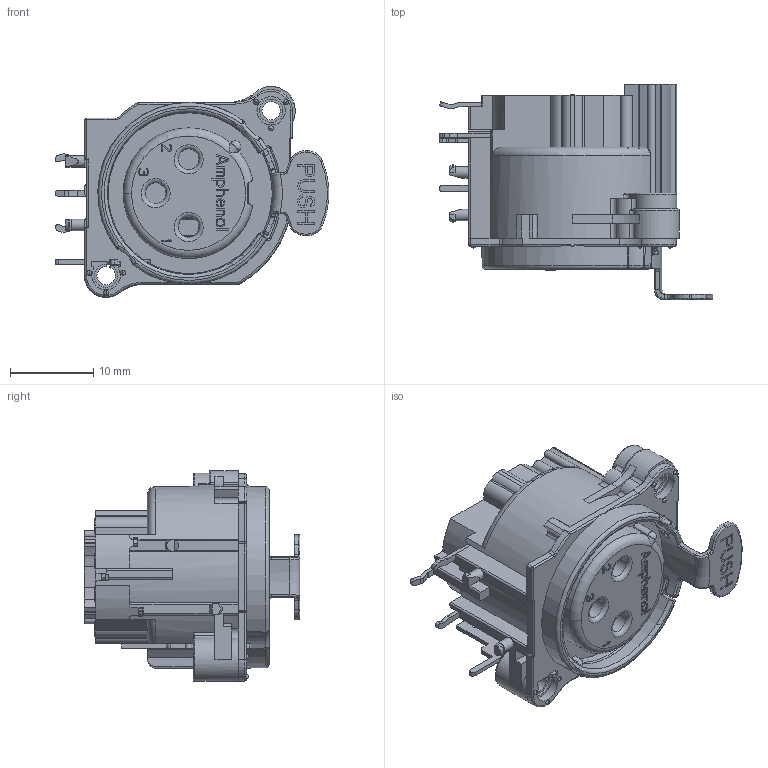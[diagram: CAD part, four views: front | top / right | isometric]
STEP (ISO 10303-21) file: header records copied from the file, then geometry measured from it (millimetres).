
FILE_DESCRIPTION(/* description */ (''),/* implementation_level */ '2;1');
FILE_NAME(/* name */ 'AC3FBH2-AU-PRE Rev 2.stp',/* time_stamp */ '2025-07-17T19:16:17+10:00',/* author */ ('minh'),/* organization */ (''),/* preprocessor_version */ 'ST-DEVELOPER v19.2',/* originating_system */ 'Autodesk Inventor 2023',/* authorisation */ '');
FILE_SCHEMA (('AUTOMOTIVE_DESIGN { 1 0 10303 214 3 1 1 }'));
Length unit declared in the file: inch
Products named in the file (1): AC3FBH2-AU-PRE simplified
Bounding box: 32.82 x 25.9 x 25.3 mm (x, y, z)
Volume: 7306.6 mm3; surface area: 4380.7 mm2
Topology: 1 solids, 5 shells, 1237 faces, 3432 edges, 2239 vertices
Faces by surface type: plane 867, cylinder 258, torus 55, bspline 34, sphere 12, cone 11
Full cylindrical faces by diameter (mm): 1.15 x2, 1.2 x1, 1.4 x3, 2.2 x1, 2.5 x3, 2.8 x2, 3.4 x1
Entity records: 43389 total; most frequent: CARTESIAN_POINT 10100, ORIENTED_EDGE 6864, DIRECTION 6511, EDGE_CURVE 3432, LINE 2469, VECTOR 2469, VERTEX_POINT 2239, AXIS2_PLACEMENT_3D 2021
